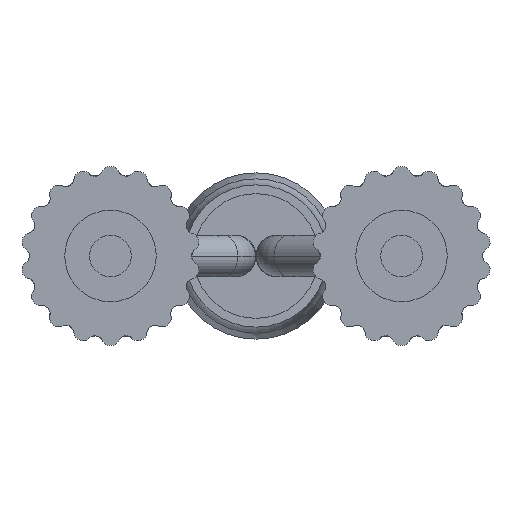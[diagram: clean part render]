
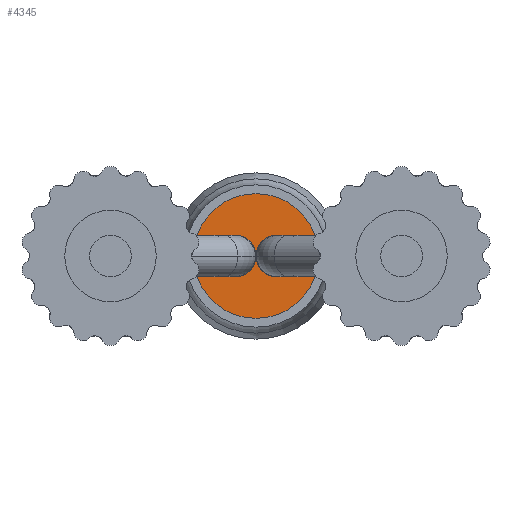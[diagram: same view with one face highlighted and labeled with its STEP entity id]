
A CAD part, front view. The second image highlights one B-rep face of the part: STEP entity #4345.
In plain terms, the highlighted planar face has unit normal (0, -1, 0).
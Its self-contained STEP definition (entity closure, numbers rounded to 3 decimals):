
#1195=CARTESIAN_POINT('',(0.,-50.,0.));
#1196=DIRECTION('',(0.,-1.,0.));
#1197=DIRECTION('',(0.,0.,1.));
#1198=AXIS2_PLACEMENT_3D('',#1195,#1196,#1197);
#1200=CARTESIAN_POINT('',(0.,-50.,0.));
#1201=DIRECTION('',(0.,-1.,0.));
#1202=DIRECTION('',(0.,0.,-1.));
#1203=AXIS2_PLACEMENT_3D('',#1200,#1201,#1202);
#1205=CARTESIAN_POINT('',(0.5,-50.,0.));
#1206=DIRECTION('',(0.,1.,0.));
#1207=DIRECTION('',(0.,0.,1.));
#1208=AXIS2_PLACEMENT_3D('',#1205,#1206,#1207);
#1210=CARTESIAN_POINT('',(0.5,-50.,0.));
#1211=DIRECTION('',(0.,1.,0.));
#1212=DIRECTION('',(-1.,0.,0.));
#1213=AXIS2_PLACEMENT_3D('',#1210,#1211,#1212);
#1215=CARTESIAN_POINT('',(-0.5,-50.,0.));
#1216=DIRECTION('',(0.,-1.,0.));
#1217=DIRECTION('',(1.,0.,0.));
#1218=AXIS2_PLACEMENT_3D('',#1215,#1216,#1217);
#1220=CARTESIAN_POINT('',(-0.5,-50.,0.));
#1221=DIRECTION('',(0.,-1.,0.));
#1222=DIRECTION('',(0.,0.,1.));
#1223=AXIS2_PLACEMENT_3D('',#1220,#1221,#1222);
#1225=CARTESIAN_POINT('',(-0.5,-50.,0.));
#1226=DIRECTION('',(0.,-1.,0.));
#1227=DIRECTION('',(0.,0.,-1.));
#1228=AXIS2_PLACEMENT_3D('',#1225,#1226,#1227);
#1230=CARTESIAN_POINT('',(0.5,-50.,0.));
#1231=DIRECTION('',(0.,1.,0.));
#1232=DIRECTION('',(0.,0.,-1.));
#1233=AXIS2_PLACEMENT_3D('',#1230,#1231,#1232);
#3710=CARTESIAN_POINT('',(0.,-50.,1.5));
#3711=CARTESIAN_POINT('',(0.,-50.,-1.5));
#3712=VERTEX_POINT('',#3710);
#3713=VERTEX_POINT('',#3711);
#3714=CARTESIAN_POINT('',(-0.5,-50.,0.5));
#3715=CARTESIAN_POINT('',(-0.5,-50.,-0.5));
#3716=VERTEX_POINT('',#3714);
#3717=VERTEX_POINT('',#3715);
#3718=CARTESIAN_POINT('',(0.5,-50.,0.5));
#3719=CARTESIAN_POINT('',(0.5,-50.,-0.5));
#3720=VERTEX_POINT('',#3718);
#3721=VERTEX_POINT('',#3719);
#3722=CARTESIAN_POINT('',(0.,-50.,0.));
#3723=VERTEX_POINT('',#3722);
#4323=CARTESIAN_POINT('',(0.,-50.,0.));
#4324=DIRECTION('',(0.,-1.,0.));
#4325=DIRECTION('',(0.,0.,1.));
#4326=AXIS2_PLACEMENT_3D('',#4323,#4324,#4325);
#4327=PLANE('',#4326);
#4329=ORIENTED_EDGE('',*,*,#4328,.F.);
#4331=ORIENTED_EDGE('',*,*,#4330,.F.);
#4332=EDGE_LOOP('',(#4329,#4331));
#4333=FACE_OUTER_BOUND('',#4332,.F.);
#4335=ORIENTED_EDGE('',*,*,#4334,.F.);
#4337=ORIENTED_EDGE('',*,*,#4336,.F.);
#4338=ORIENTED_EDGE('',*,*,#4305,.T.);
#4339=ORIENTED_EDGE('',*,*,#4287,.T.);
#4340=ORIENTED_EDGE('',*,*,#4307,.T.);
#4342=ORIENTED_EDGE('',*,*,#4341,.F.);
#4343=EDGE_LOOP('',(#4335,#4337,#4338,#4339,#4340,#4342));
#4344=FACE_BOUND('',#4343,.F.);
#1199=CIRCLE('',#1198,1.5);
#1204=CIRCLE('',#1203,1.5);
#1209=CIRCLE('',#1208,0.5);
#1214=CIRCLE('',#1213,0.5);
#1219=CIRCLE('',#1218,0.5);
#1224=CIRCLE('',#1223,0.5);
#1229=CIRCLE('',#1228,0.5);
#1234=CIRCLE('',#1233,0.5);
#4287=EDGE_CURVE('',#3716,#3717,#1224,.T.);
#4305=EDGE_CURVE('',#3723,#3716,#1219,.T.);
#4307=EDGE_CURVE('',#3717,#3723,#1229,.T.);
#4328=EDGE_CURVE('',#3712,#3713,#1199,.T.);
#4330=EDGE_CURVE('',#3713,#3712,#1204,.T.);
#4334=EDGE_CURVE('',#3720,#3721,#1209,.T.);
#4336=EDGE_CURVE('',#3723,#3720,#1214,.T.);
#4341=EDGE_CURVE('',#3721,#3723,#1234,.T.);
#4345=ADVANCED_FACE('',(#4333,#4344),#4327,.T.);
